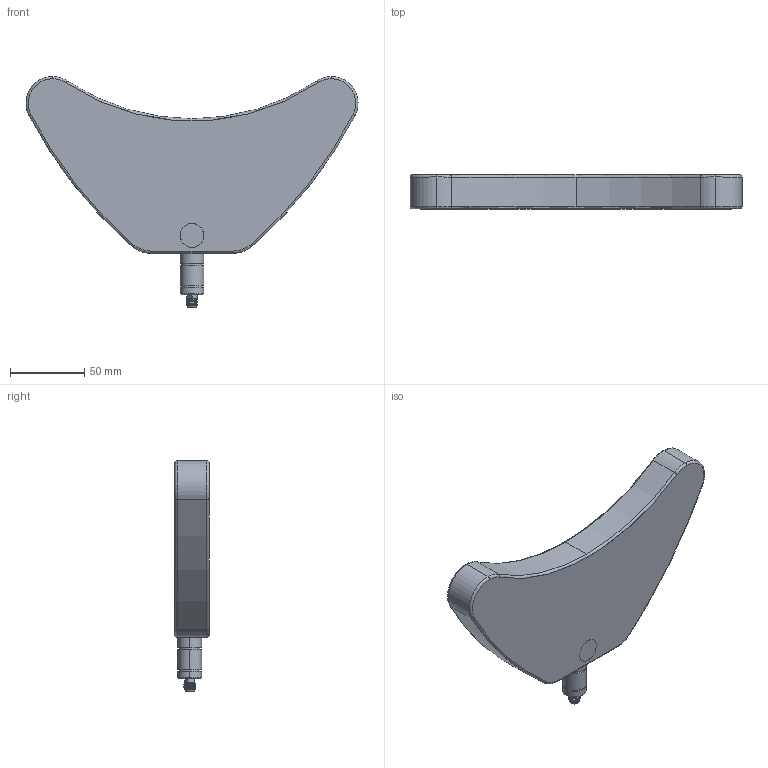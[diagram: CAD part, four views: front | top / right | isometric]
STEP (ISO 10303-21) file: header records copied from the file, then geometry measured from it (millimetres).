
FILE_DESCRIPTION (( 'STEP AP203' ), '1' );
FILE_NAME ('ABE-SLH-120_outline.STEP', '2022-03-31T11:08:31', ( '' ), ( '' ), 'SwSTEP 2.0', 'SolidWorks 2020', '' );
FILE_SCHEMA (( 'CONFIG_CONTROL_DESIGN' ));
Length unit declared in the file: millimetre
Products named in the file (1): ABE-SLH-120_outline
Bounding box: 223.6 x 23 x 155.51 mm (x, y, z)
Surface area: 52738.1 mm2 (no closed solid volume)
Topology: 0 solids, 9 shells, 116 faces, 317 edges, 203 vertices
Faces by surface type: cylinder 63, plane 20, torus 18, cone 8, bspline 7
Entity records: 4445 total; most frequent: CARTESIAN_POINT 1409, DIRECTION 700, ORIENTED_EDGE 549, EDGE_CURVE 309, AXIS2_PLACEMENT_3D 306, VERTEX_POINT 203, CIRCLE 196, EDGE_LOOP 132
